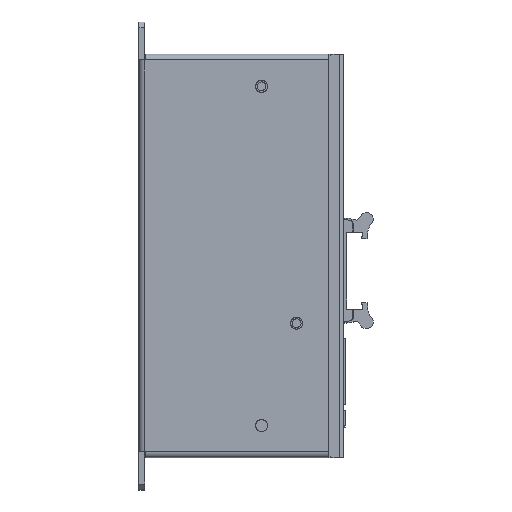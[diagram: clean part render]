
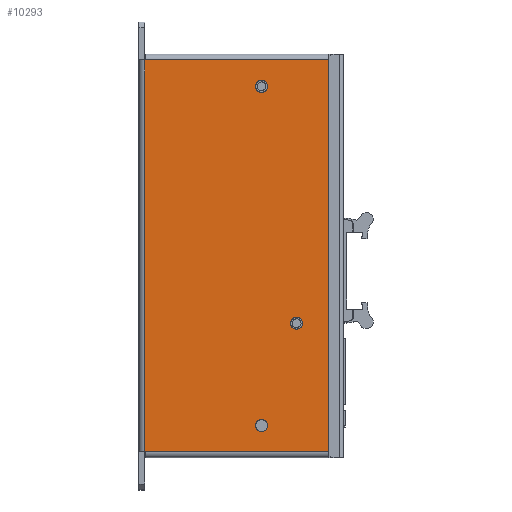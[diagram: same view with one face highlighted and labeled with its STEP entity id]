
A CAD part, top view. The second image highlights one B-rep face of the part: STEP entity #10293.
In plain terms, the highlighted face is planar.
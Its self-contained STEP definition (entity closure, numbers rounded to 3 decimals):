
#10293 = ADVANCED_FACE( '', ( #20883, #20884, #20885, #20886 ), #20887, .T. );
#20883 = FACE_BOUND( '', #48868, .T. );
#20884 = FACE_BOUND( '', #48869, .T. );
#20885 = FACE_BOUND( '', #48870, .T. );
#20886 = FACE_OUTER_BOUND( '', #48871, .T. );
#20887 = PLANE( '', #48872 );
#48868 = EDGE_LOOP( '', ( #67615 ) );
#48869 = EDGE_LOOP( '', ( #67616 ) );
#48870 = EDGE_LOOP( '', ( #67617 ) );
#48871 = EDGE_LOOP( '', ( #67618, #67619, #67620, #67621, #67622, #67623 ) );
#48872 = AXIS2_PLACEMENT_3D( '', #67624, #67625, #67626 );
#67615 = ORIENTED_EDGE( '', *, *, #74785, .T. );
#67616 = ORIENTED_EDGE( '', *, *, #73185, .T. );
#67617 = ORIENTED_EDGE( '', *, *, #74878, .T. );
#67618 = ORIENTED_EDGE( '', *, *, #74879, .T. );
#67619 = ORIENTED_EDGE( '', *, *, #73474, .T. );
#67620 = ORIENTED_EDGE( '', *, *, #73265, .F. );
#67621 = ORIENTED_EDGE( '', *, *, #72734, .T. );
#67622 = ORIENTED_EDGE( '', *, *, #74880, .F. );
#67623 = ORIENTED_EDGE( '', *, *, #74181, .T. );
#67624 = CARTESIAN_POINT( '', ( -69., 68., -19.5 ) );
#67625 = DIRECTION( '', ( 0., 0., -1. ) );
#67626 = DIRECTION( '', ( -1., 0., 0. ) );
#72734 = EDGE_CURVE( '', #77046, #77050, #77052, .T. );
#73185 = EDGE_CURVE( '', #77759, #77759, #77760, .F. );
#73265 = EDGE_CURVE( '', #77046, #77871, #77872, .T. );
#73474 = EDGE_CURVE( '', #78172, #77871, #78173, .F. );
#74181 = EDGE_CURVE( '', #79132, #78724, #79133, .F. );
#74785 = EDGE_CURVE( '', #79870, #79870, #79871, .F. );
#74878 = EDGE_CURVE( '', #79978, #79978, #79979, .F. );
#74879 = EDGE_CURVE( '', #78724, #78172, #79980, .T. );
#74880 = EDGE_CURVE( '', #79132, #77050, #79981, .T. );
#77046 = VERTEX_POINT( '', #82892 );
#77050 = VERTEX_POINT( '', #82897 );
#77052 = LINE( '', #82899, #82900 );
#77759 = VERTEX_POINT( '', #83957 );
#77760 = CIRCLE( '', #83958, 2.1 );
#77871 = VERTEX_POINT( '', #84099 );
#77872 = LINE( '', #84100, #84101 );
#78172 = VERTEX_POINT( '', #84577 );
#78173 = LINE( '', #84578, #84579 );
#78724 = VERTEX_POINT( '', #85484 );
#79132 = VERTEX_POINT( '', #86060 );
#79133 = LINE( '', #86061, #86062 );
#79870 = VERTEX_POINT( '', #87072 );
#79871 = CIRCLE( '', #87073, 2.1 );
#79978 = VERTEX_POINT( '', #87202 );
#79979 = CIRCLE( '', #87203, 2.1 );
#79980 = LINE( '', #87204, #87205 );
#79981 = LINE( '', #87206, #87207 );
#82892 = CARTESIAN_POINT( '', ( 67., 67.7, -19.5 ) );
#82897 = CARTESIAN_POINT( '', ( 67., 5., -19.5 ) );
#82899 = CARTESIAN_POINT( '', ( 67., 68., -19.5 ) );
#82900 = VECTOR( '', #88878, 1000. );
#83957 = CARTESIAN_POINT( '', ( -60.1, 28., -19.5 ) );
#83958 = AXIS2_PLACEMENT_3D( '', #89312, #89313, #89314 );
#84099 = CARTESIAN_POINT( '', ( 67., 68., -19.5 ) );
#84100 = CARTESIAN_POINT( '', ( 67., 67.7, -19.5 ) );
#84101 = VECTOR( '', #89387, 1000. );
#84577 = CARTESIAN_POINT( '', ( -67., 68., -19.5 ) );
#84578 = CARTESIAN_POINT( '', ( -69., 68., -19.5 ) );
#84579 = VECTOR( '', #89572, 1000. );
#85484 = CARTESIAN_POINT( '', ( -67., 67.7, -19.5 ) );
#86060 = CARTESIAN_POINT( '', ( -67., 5., -19.5 ) );
#86061 = CARTESIAN_POINT( '', ( -67., 68., -19.5 ) );
#86062 = VECTOR( '', #90159, 1000. );
#87072 = CARTESIAN_POINT( '', ( 55.9, 28., -19.5 ) );
#87073 = AXIS2_PLACEMENT_3D( '', #90577, #90578, #90579 );
#87202 = CARTESIAN_POINT( '', ( 20.9, 16., -19.5 ) );
#87203 = AXIS2_PLACEMENT_3D( '', #90638, #90639, #90640 );
#87204 = CARTESIAN_POINT( '', ( -67., 67.7, -19.5 ) );
#87205 = VECTOR( '', #90641, 1000. );
#87206 = CARTESIAN_POINT( '', ( -69., 5., -19.5 ) );
#87207 = VECTOR( '', #90642, 1000. );
#88878 = DIRECTION( '', ( 0., -1., 0. ) );
#89312 = CARTESIAN_POINT( '', ( -58., 28., -19.5 ) );
#89313 = DIRECTION( '', ( 0., 0., -1. ) );
#89314 = DIRECTION( '', ( -1., 0., 0. ) );
#89387 = DIRECTION( '', ( 0., 1., 0. ) );
#89572 = DIRECTION( '', ( -1., 0., 0. ) );
#90159 = DIRECTION( '', ( 0., -1., 0. ) );
#90577 = CARTESIAN_POINT( '', ( 58., 28., -19.5 ) );
#90578 = DIRECTION( '', ( 0., 0., -1. ) );
#90579 = DIRECTION( '', ( -1., 0., 0. ) );
#90638 = CARTESIAN_POINT( '', ( 23., 16., -19.5 ) );
#90639 = DIRECTION( '', ( 0., 0., -1. ) );
#90640 = DIRECTION( '', ( -1., 0., 0. ) );
#90641 = DIRECTION( '', ( 0., 1., 0. ) );
#90642 = DIRECTION( '', ( 1., 0., 0. ) );
